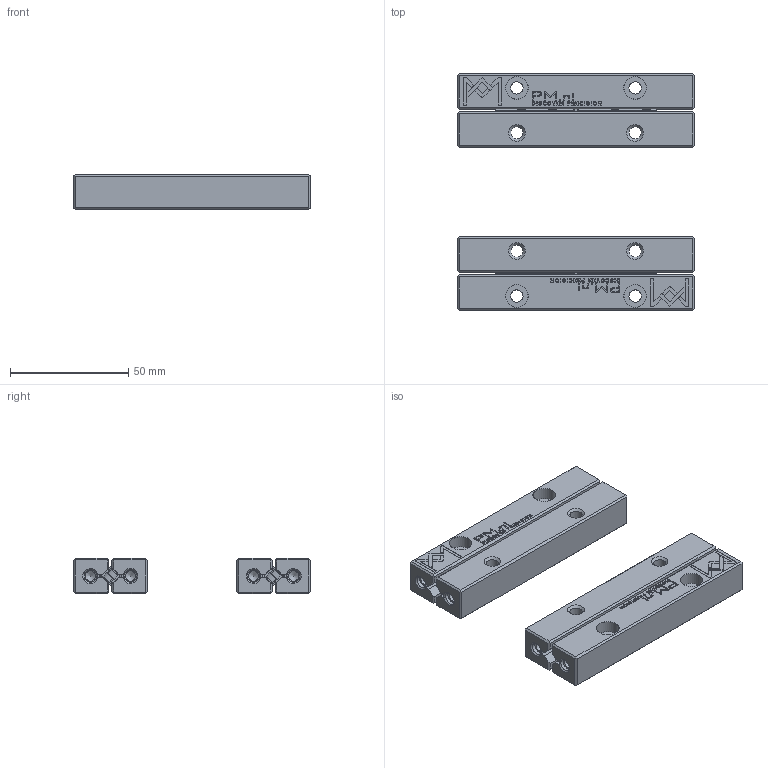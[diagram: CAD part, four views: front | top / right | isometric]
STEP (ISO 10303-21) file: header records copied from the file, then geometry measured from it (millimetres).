
FILE_DESCRIPTION(/* description */ (''),/* implementation_level */ '2;1');
FILE_NAME(/* name */ 'Set RSDE-6100x8KRE-ACC_stp.stp',/* time_stamp */ '2025-03-12T14:44:09+01:00',/* author */ (''),/* organization */ (''),/* preprocessor_version */ 'ST-DEVELOPER v16.7',/* originating_system */ 'SIEMENS PLM Software NX 12.0',/* authorisation */ '');
FILE_SCHEMA (('AUTOMOTIVE_DESIGN { 1 0 10303 214 3 1 1 1 }'));
Products named in the file (1): Set RSDE-6100x8KRE-ACC_stp
Bounding box: 100 x 100 x 15 mm (x, y, z)
Volume: 79925 mm3; surface area: 40287.7 mm2
Topology: 32 solids, 32 shells, 3614 faces, 10014 edges, 6624 vertices
Faces by surface type: plane 2364, cylinder 548, bspline 424, extrusion 124, cone 116, torus 38
Full cylindrical faces by diameter (mm): 0.8 x80, 2 x8, 4 x16, 4.3 x8, 5.2 x16, 6 x16, 9.5 x8
Entity records: 129522 total; most frequent: CARTESIAN_POINT 33129, ORIENTED_EDGE 19344, DIRECTION 15706, EDGE_CURVE 9672, VECTOR 7208, LINE 7084, VERTEX_POINT 6564, AXIS2_PLACEMENT_3D 4249
